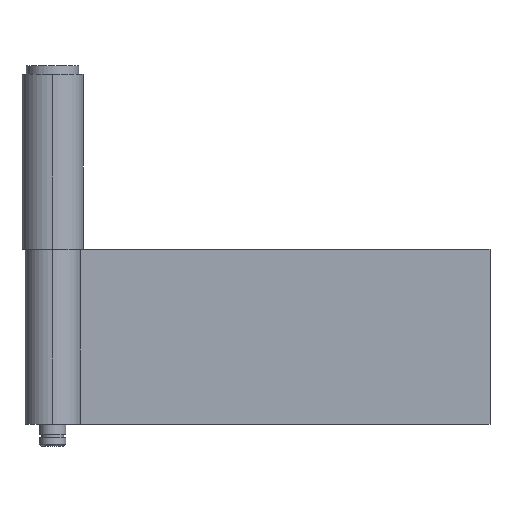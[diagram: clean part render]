
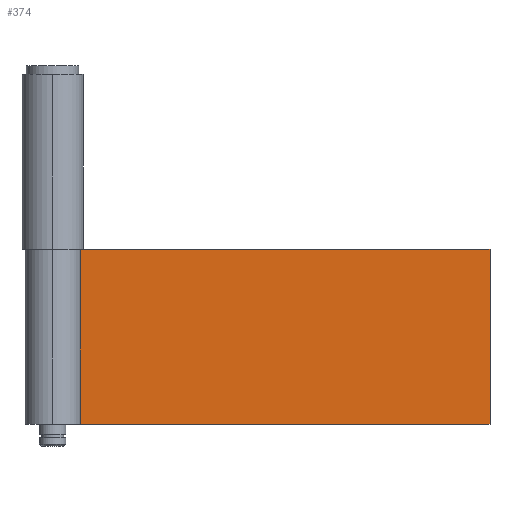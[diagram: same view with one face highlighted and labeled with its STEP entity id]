
A CAD part, top view. The second image highlights one B-rep face of the part: STEP entity #374.
In plain terms, the highlighted planar face has unit normal (0, 0, 1).
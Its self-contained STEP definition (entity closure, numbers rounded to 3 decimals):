
#221 = ORIENTED_EDGE ( 'NONE', *, *, #436, .F. ) ;
#305 = EDGE_LOOP ( 'NONE', ( #319, #372, #221, #422 ) ) ;
#319 = ORIENTED_EDGE ( 'NONE', *, *, #387, .T. ) ;
#346 = VERTEX_POINT ( 'NONE', #692 ) ;
#358 = VERTEX_POINT ( 'NONE', #723 ) ;
#367 = VERTEX_POINT ( 'NONE', #742 ) ;
#372 = ORIENTED_EDGE ( 'NONE', *, *, #420, .F. ) ;
#374 = ADVANCED_FACE ( 'NONE', ( #740 ), #776, .F. ) ;
#387 = EDGE_CURVE ( 'NONE', #358, #367, #748, .T. ) ;
#391 = VERTEX_POINT ( 'NONE', #789 ) ;
#420 = EDGE_CURVE ( 'NONE', #391, #367, #767, .T. ) ;
#422 = ORIENTED_EDGE ( 'NONE', *, *, #446, .T. ) ;
#436 = EDGE_CURVE ( 'NONE', #346, #391, #522, .T. ) ;
#446 = EDGE_CURVE ( 'NONE', #346, #358, #838, .T. ) ;
#522 = LINE ( 'NONE', #596, #824 ) ;
#596 = CARTESIAN_POINT ( 'NONE',  ( 100., 40., 0. ) ) ;
#692 = CARTESIAN_POINT ( 'NONE',  ( 6.3, 40., 0. ) ) ;
#723 = CARTESIAN_POINT ( 'NONE',  ( 6.3, 0., 0. ) ) ;
#740 = FACE_OUTER_BOUND ( 'NONE', #305, .T. ) ;
#742 = CARTESIAN_POINT ( 'NONE',  ( 100., 0., 0. ) ) ;
#743 = DIRECTION ( 'NONE',  ( -1., 0., 0. ) ) ;
#745 = DIRECTION ( 'NONE',  ( 1., 0., 0. ) ) ;
#748 = LINE ( 'NONE', #801, #800 ) ;
#767 = LINE ( 'NONE', #794, #793 ) ;
#776 = PLANE ( 'NONE',  #796 ) ;
#789 = CARTESIAN_POINT ( 'NONE',  ( 100., 40., 0. ) ) ;
#792 = DIRECTION ( 'NONE',  ( 0., -1., 0. ) ) ;
#793 = VECTOR ( 'NONE', #792, 1000. ) ;
#794 = CARTESIAN_POINT ( 'NONE',  ( 100., 40., 0. ) ) ;
#795 = DIRECTION ( 'NONE',  ( 0., 0., -1. ) ) ;
#796 = AXIS2_PLACEMENT_3D ( 'NONE', #816, #795, #743 ) ;
#800 = VECTOR ( 'NONE', #745, 1000. ) ;
#801 = CARTESIAN_POINT ( 'NONE',  ( 100., 0., 0. ) ) ;
#816 = CARTESIAN_POINT ( 'NONE',  ( 100., 40., 0. ) ) ;
#817 = DIRECTION ( 'NONE',  ( 1., 0., 0. ) ) ;
#824 = VECTOR ( 'NONE', #817, 1000. ) ;
#835 = VECTOR ( 'NONE', #850, 1000. ) ;
#836 = CARTESIAN_POINT ( 'NONE',  ( 6.3, 40., 0. ) ) ;
#838 = LINE ( 'NONE', #836, #835 ) ;
#850 = DIRECTION ( 'NONE',  ( 0., -1., 0. ) ) ;
